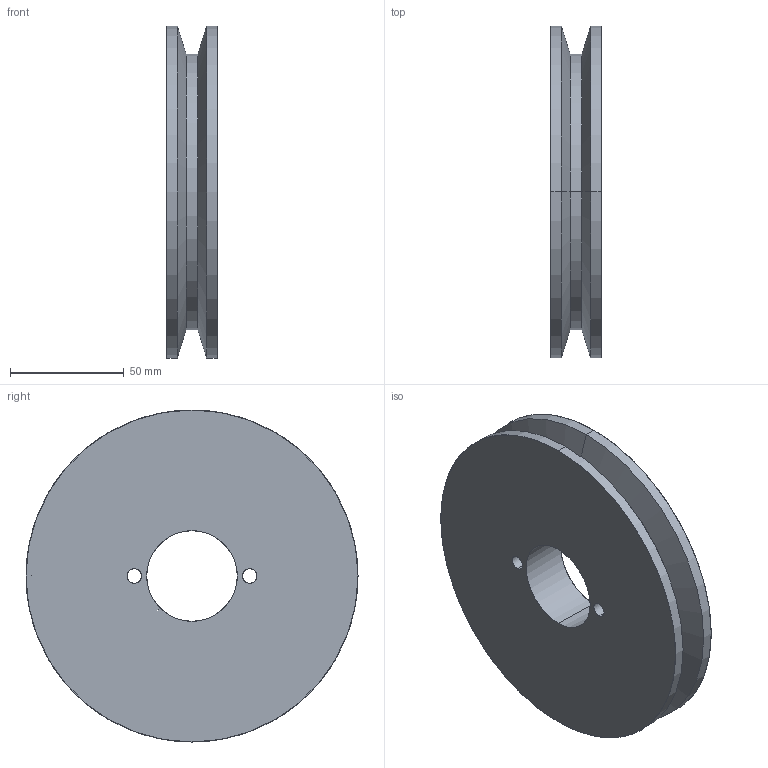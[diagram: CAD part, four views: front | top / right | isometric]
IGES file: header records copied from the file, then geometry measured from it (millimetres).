
Start section: SolidWorks IGES file using analytic representation for surfaces
Global section: file name: BKBK60H08121254342895.igs; native system: SolidWorks 2009; preprocessor: SolidWorks 2009; author: partstream; date: 090812.125440; units: inch
Bounding box: 22.23 x 146.05 x 146.05 mm (x, y, z)
Surface area: 51744.3 mm2 (no closed solid volume)
Topology: 0 solids, 0 shells, 56 faces, 588 edges, 588 vertices
Faces by surface type: bspline 40, revolution 16
